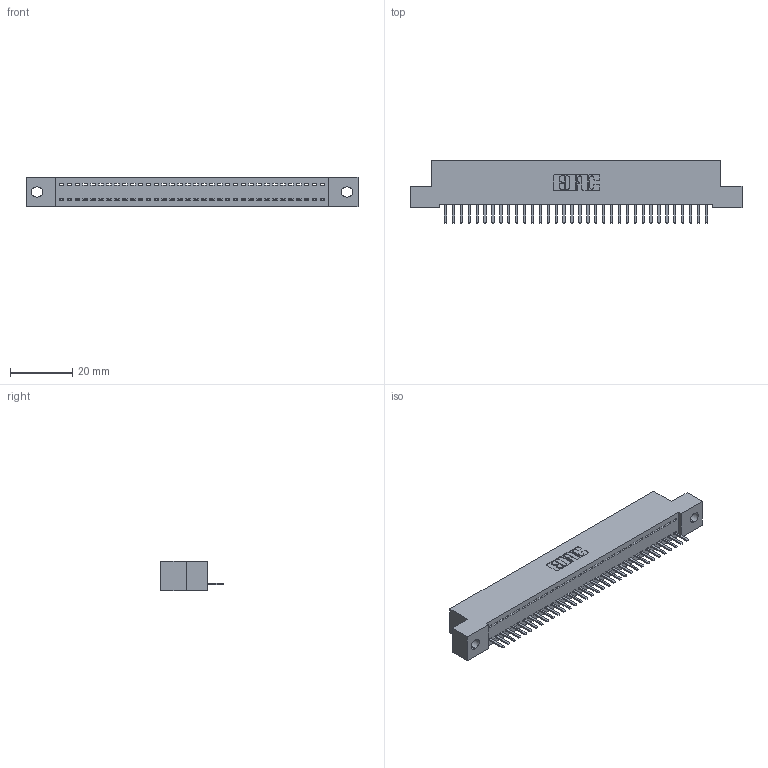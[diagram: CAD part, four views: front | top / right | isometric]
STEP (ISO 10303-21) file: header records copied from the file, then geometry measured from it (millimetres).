
FILE_DESCRIPTION (( 'STEP AP203' ), '1' );
FILE_NAME ('392-034-520-102.STEP', '2019-10-07T15:30:56', ( '' ), ( '' ), 'SwSTEP 2.0', 'SolidWorks 2016', '' );
FILE_SCHEMA (( 'CONFIG_CONTROL_DESIGN' ));
Length unit declared in the file: inch
Products named in the file (3): 342 Part_.128 Slot; 345-292-001_345-293-120; 392-034-520-102
Assembly tree (35 placements, depth 2):
  392-034-520-102
    342 Part_.128 Slot
    345-292-001_345-293-120  x34
Bounding box: 106.68 x 20.02 x 9.4 mm (x, y, z)
Volume: 9174.3 mm3; surface area: 12769.5 mm2
Topology: 35 solids, 35 shells, 2222 faces, 6567 edges, 4286 vertices
Faces by surface type: plane 1566, cylinder 656
Entity records: 21937 total; most frequent: CARTESIAN_POINT 3804, ORIENTED_EDGE 3762, DIRECTION 3213, EDGE_CURVE 1881, LINE 1749, VECTOR 1749, VERTEX_POINT 1250, AXIS2_PLACEMENT_3D 732
